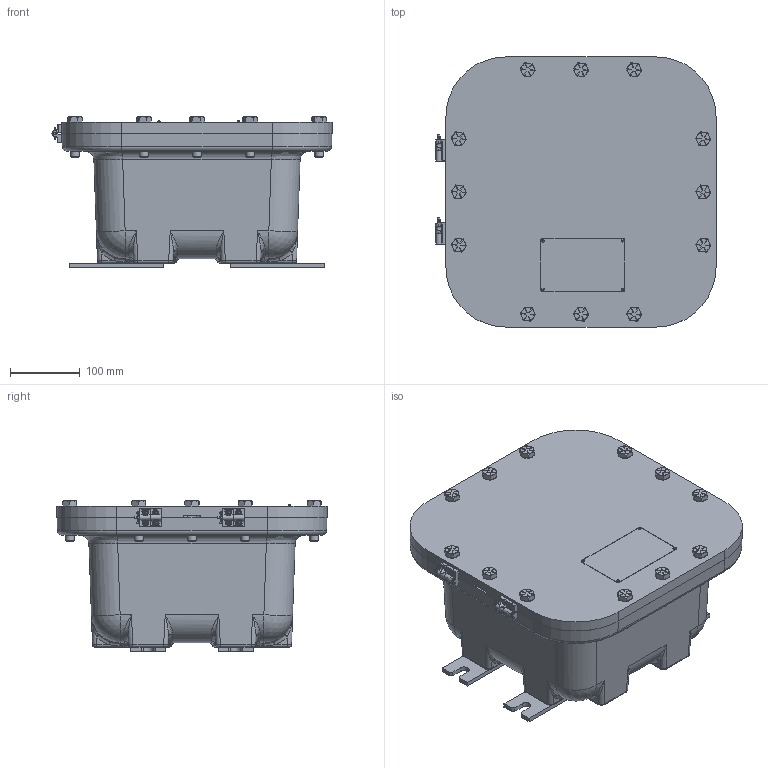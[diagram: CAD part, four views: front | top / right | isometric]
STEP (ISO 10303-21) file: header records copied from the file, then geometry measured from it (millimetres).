
FILE_DESCRIPTION(/* description */ (''),/* implementation_level */ '2;1');
FILE_NAME(/* name */ 'KIL_EXBLTP-10106 N34.stp',/* time_stamp */ '2018-01-11T21:29:09+06:00',/* author */ ('avenkatesan'),/* organization */ (''),/* preprocessor_version */ 'ST-DEVELOPER v17',/* originating_system */ 'Autodesk Inventor 2018',/* authorisation */ '');
FILE_SCHEMA (('AUTOMOTIVE_DESIGN { 1 0 10303 214 3 1 1 }'));
Products named in the file (16): EXBLTP - 10106 N4; 25360ABAM (EXBLT-10106); 25348AAAM; 0720361B; 0106275B; 16972AAAB; 20859AAAB; SEE NX DRAWING 16464.PRT; HINGE 12; 24558-1; 24557; 24559-1; 24557_1; SAE J487a - 1/16 x 1/2   Extended Prong Square Cut Type; 17028; 14729AAIB-1010
Assembly tree (43 placements, depth 4):
  EXBLTP - 10106 N4
    25360ABAM (EXBLT-10106)
    25348AAAM
    0720361B  x12
    0106275B  x4
    16972AAAB  x8
    20859AAAB
    SEE NX DRAWING 16464.PRT  x4
    HINGE 12  x2
      24558-1
        24557
        24559-1
      24557_1
      SAE J487a - 1/16 x 1/2   Extended Prong Square Cut Type
      17028
    14729AAIB-1010
Bounding box: 401.64 x 387.35 x 216.42 mm (x, y, z)
Volume: 8160980 mm3; surface area: 1139340.8 mm2
Topology: 48 solids, 49 shells, 3344 faces, 8550 edges, 5420 vertices
Faces by surface type: plane 2097, bspline 603, cylinder 360, cone 176, torus 96, sphere 12
Full cylindrical faces by diameter (mm): 1.984 x2, 2.502 x4, 2.778 x4, 3.797 x8, 3.816 x2, 3.969 x2, 4.013 x8, 4.089 x2, 4.366 x8, 7.798 x16, 8.179 x8, 8.731 x8, 9.286 x8, 10.312 x8, 10.592 x12, 12.423 x12, 13.494 x12, 19.05 x12
Entity records: 63993 total; most frequent: CARTESIAN_POINT 23266, ORIENTED_EDGE 8658, DIRECTION 7194, EDGE_CURVE 4329, VERTEX_POINT 2754, AXIS2_PLACEMENT_3D 2457, LINE 2280, VECTOR 2280
